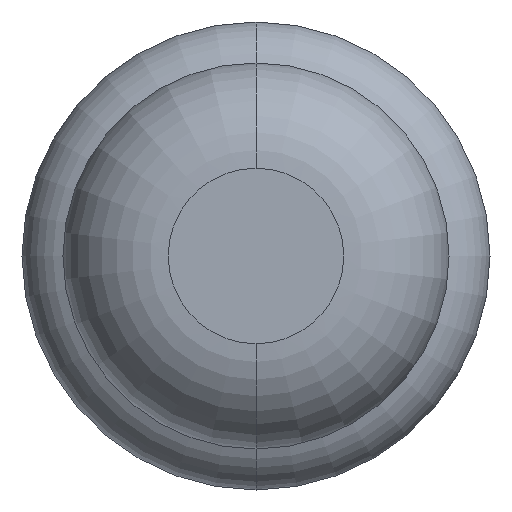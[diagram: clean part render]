
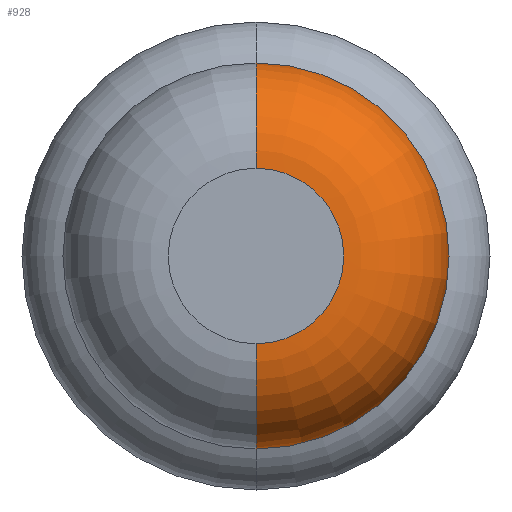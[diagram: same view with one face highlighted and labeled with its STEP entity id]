
A CAD part, front view. The second image highlights one B-rep face of the part: STEP entity #928.
In plain terms, the highlighted toroidal (fillet/blend) face has major radius 0.375 mm and minor radius 0.45 mm.
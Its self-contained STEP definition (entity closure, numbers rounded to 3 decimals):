
#3 = AXIS2_PLACEMENT_3D ( 'NONE', #1913, #646, #1291 ) ;
#34 = CIRCLE ( 'NONE', #3212, 0.375 ) ;
#61 = ORIENTED_EDGE ( 'NONE', *, *, #2569, .F. ) ;
#419 = VERTEX_POINT ( 'NONE', #1077 ) ;
#544 = DIRECTION ( 'NONE',  ( 0., 0., -1. ) ) ;
#637 = CARTESIAN_POINT ( 'NONE',  ( 0., -27.4, 0. ) ) ;
#646 = DIRECTION ( 'NONE',  ( -1., 0., 0. ) ) ;
#689 = CARTESIAN_POINT ( 'NONE',  ( 0., -26.95, 0. ) ) ;
#692 = ORIENTED_EDGE ( 'NONE', *, *, #757, .T. ) ;
#733 = VERTEX_POINT ( 'NONE', #2189 ) ;
#757 = EDGE_CURVE ( 'Defeature ausgef�hrt1_10+Defeature ausgef�hrt1_9+Defeature ausgef�hrt1_9+Defeature ausgef�hrt1_9', #2272, #733, #34, .T. ) ;
#888 = TOROIDAL_SURFACE ( 'NONE', #2534, 0.375, 0.45 ) ;
#919 = ORIENTED_EDGE ( 'NONE', *, *, #1206, .T. ) ;
#928 = ADVANCED_FACE ( 'Defeature ausgef�hrt1_10', ( #3481 ), #888, .T. ) ;
#1060 = CIRCLE ( 'NONE', #1909, 0.45 ) ;
#1069 = VERTEX_POINT ( 'NONE', #2551 ) ;
#1077 = CARTESIAN_POINT ( 'NONE',  ( 0., -26.95, 0.825 ) ) ;
#1206 = EDGE_CURVE ( 'NONE', #733, #1069, #1060, .T. ) ;
#1291 = DIRECTION ( 'NONE',  ( 0., 0., 1. ) ) ;
#1726 = CARTESIAN_POINT ( 'NONE',  ( 0., -26.95, -0.375 ) ) ;
#1751 = DIRECTION ( 'NONE',  ( 0., 0., 1. ) ) ;
#1849 = DIRECTION ( 'NONE',  ( 0., 0., 1. ) ) ;
#1909 = AXIS2_PLACEMENT_3D ( 'NONE', #1726, #2932, #544 ) ;
#1913 = CARTESIAN_POINT ( 'NONE',  ( 0., -26.95, 0.375 ) ) ;
#2088 = ORIENTED_EDGE ( 'NONE', *, *, #3022, .F. ) ;
#2132 = CARTESIAN_POINT ( 'NONE',  ( 0., -27.4, 0.375 ) ) ;
#2189 = CARTESIAN_POINT ( 'NONE',  ( 0., -27.4, -0.375 ) ) ;
#2241 = CIRCLE ( 'NONE', #3561, 0.825 ) ;
#2272 = VERTEX_POINT ( 'NONE', #2132 ) ;
#2330 = CARTESIAN_POINT ( 'NONE',  ( 0., -26.95, 0. ) ) ;
#2484 = DIRECTION ( 'NONE',  ( 0., 0., 1. ) ) ;
#2534 = AXIS2_PLACEMENT_3D ( 'NONE', #689, #2803, #2484 ) ;
#2551 = CARTESIAN_POINT ( 'NONE',  ( 0., -26.95, -0.825 ) ) ;
#2569 = EDGE_CURVE ( 'Defeature ausgef�hrt1_11+Defeature ausgef�hrt1_10+Defeature ausgef�hrt1_10+Defeature ausgef�hrt1_10', #419, #1069, #2241, .T. ) ;
#2732 = EDGE_LOOP ( 'NONE', ( #692, #919, #61, #2088 ) ) ;
#2803 = DIRECTION ( 'NONE',  ( 0., 1., 0. ) ) ;
#2932 = DIRECTION ( 'NONE',  ( 1., 0., 0. ) ) ;
#3022 = EDGE_CURVE ( 'NONE', #2272, #419, #3024, .T. ) ;
#3024 = CIRCLE ( 'NONE', #3, 0.45 ) ;
#3212 = AXIS2_PLACEMENT_3D ( 'NONE', #637, #3634, #1849 ) ;
#3481 = FACE_OUTER_BOUND ( 'NONE', #2732, .T. ) ;
#3538 = DIRECTION ( 'NONE',  ( 0., 1., 0. ) ) ;
#3561 = AXIS2_PLACEMENT_3D ( 'NONE', #2330, #3538, #1751 ) ;
#3634 = DIRECTION ( 'NONE',  ( 0., 1., 0. ) ) ;
